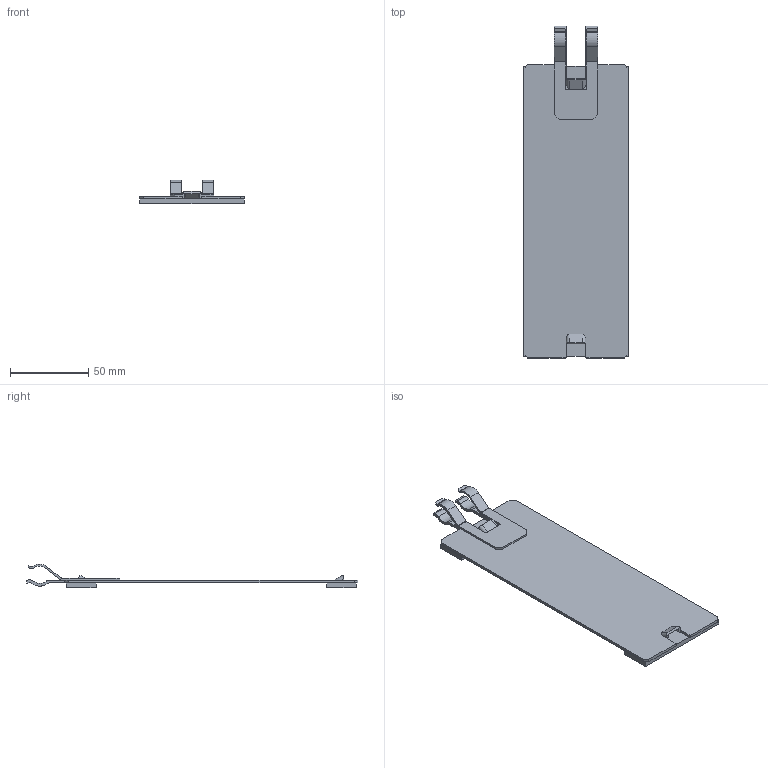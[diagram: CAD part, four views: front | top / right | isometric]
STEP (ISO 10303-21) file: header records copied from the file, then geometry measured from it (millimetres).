
FILE_DESCRIPTION (( 'STEP AP203' ), '1' );
FILE_NAME ('1485ESM.step', '2020-11-19T14:41:51', ( 'ADC123' ), ( 'Microsoft' ), 'SwSTEP 2.0', 'SolidWorks 2019', '' );
FILE_SCHEMA (( 'CONFIG_CONTROL_DESIGN' ));
Length unit declared in the file: inch
Products named in the file (1): 1485ESM
Bounding box: 66.67 x 212.04 x 15.21 mm (x, y, z)
Volume: 32543.7 mm3; surface area: 35224.1 mm2
Topology: 4 solids, 4 shells, 125 faces, 337 edges, 220 vertices
Faces by surface type: plane 83, cylinder 36, bspline 6
Entity records: 4379 total; most frequent: CARTESIAN_POINT 1196, ORIENTED_EDGE 674, DIRECTION 615, EDGE_CURVE 337, LINE 243, VECTOR 243, VERTEX_POINT 220, AXIS2_PLACEMENT_3D 186
